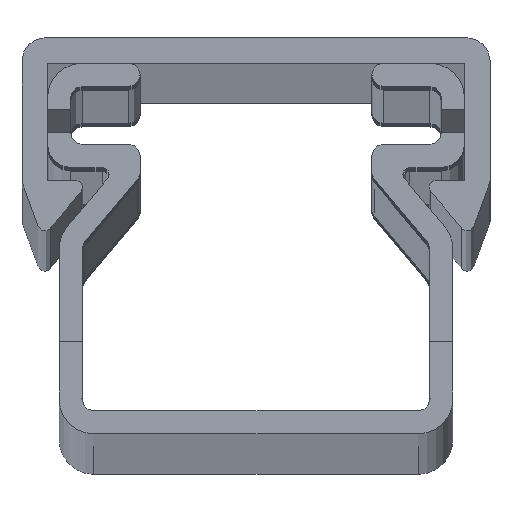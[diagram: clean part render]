
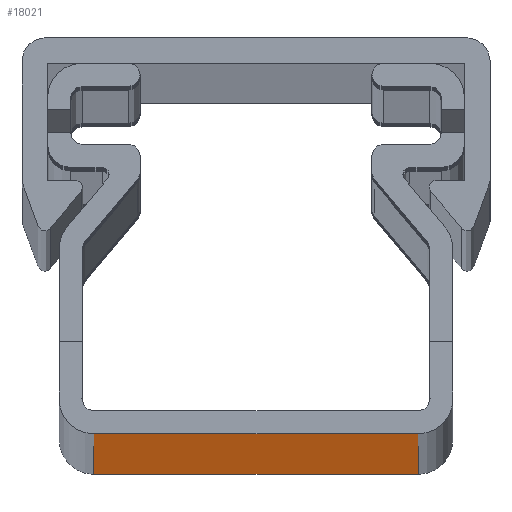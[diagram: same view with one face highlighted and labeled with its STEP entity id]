
A CAD part, top view. The second image highlights one B-rep face of the part: STEP entity #18021.
In plain terms, the highlighted planar face has unit normal (0, -1, 0).
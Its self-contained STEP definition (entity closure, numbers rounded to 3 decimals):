
#966 = LINE ( 'NONE', #26298, #28436 ) ;
#1032 = LINE ( 'NONE', #32604, #9095 ) ;
#1746 = EDGE_CURVE ( 'NONE', #22887, #19598, #10996, .T. ) ;
#2527 = CARTESIAN_POINT ( 'NONE',  ( -7., 0., 1000. ) ) ;
#3100 = DIRECTION ( 'NONE',  ( 1., 0., 0. ) ) ;
#3982 = DIRECTION ( 'NONE',  ( 0., 0., -1. ) ) ;
#7347 = FACE_OUTER_BOUND ( 'NONE', #15136, .T. ) ;
#7706 = CARTESIAN_POINT ( 'NONE',  ( 7., 0., 0. ) ) ;
#9095 = VECTOR ( 'NONE', #3100, 1000. ) ;
#9406 = EDGE_CURVE ( 'NONE', #12722, #22887, #37163, .T. ) ;
#10996 = LINE ( 'NONE', #33537, #19169 ) ;
#12028 = ORIENTED_EDGE ( 'NONE', *, *, #21157, .F. ) ;
#12478 = DIRECTION ( 'NONE',  ( -1., 0., 0. ) ) ;
#12722 = VERTEX_POINT ( 'NONE', #35059 ) ;
#12893 = ORIENTED_EDGE ( 'NONE', *, *, #26867, .F. ) ;
#14000 = AXIS2_PLACEMENT_3D ( 'NONE', #15313, #18896, #12478 ) ;
#15136 = EDGE_LOOP ( 'NONE', ( #12893, #15984, #22811, #12028 ) ) ;
#15313 = CARTESIAN_POINT ( 'NONE',  ( 0., 0., 1000. ) ) ;
#15984 = ORIENTED_EDGE ( 'NONE', *, *, #9406, .T. ) ;
#16059 = PLANE ( 'NONE',  #14000 ) ;
#18021 = ADVANCED_FACE ( 'NONE', ( #7347 ), #16059, .F. ) ;
#18896 = DIRECTION ( 'NONE',  ( 0., 1., 0. ) ) ;
#19169 = VECTOR ( 'NONE', #19528, 1000. ) ;
#19528 = DIRECTION ( 'NONE',  ( 1., 0., 0. ) ) ;
#19598 = VERTEX_POINT ( 'NONE', #7706 ) ;
#20063 = CARTESIAN_POINT ( 'NONE',  ( 7., 0., 1000. ) ) ;
#21157 = EDGE_CURVE ( 'NONE', #22242, #19598, #966, .T. ) ;
#22073 = VECTOR ( 'NONE', #28250, 1000. ) ;
#22242 = VERTEX_POINT ( 'NONE', #20063 ) ;
#22811 = ORIENTED_EDGE ( 'NONE', *, *, #1746, .T. ) ;
#22887 = VERTEX_POINT ( 'NONE', #30407 ) ;
#26298 = CARTESIAN_POINT ( 'NONE',  ( 7., 0., 1000. ) ) ;
#26867 = EDGE_CURVE ( 'NONE', #12722, #22242, #1032, .T. ) ;
#28250 = DIRECTION ( 'NONE',  ( 0., 0., -1. ) ) ;
#28436 = VECTOR ( 'NONE', #3982, 1000. ) ;
#30407 = CARTESIAN_POINT ( 'NONE',  ( -7., 0., 0. ) ) ;
#32604 = CARTESIAN_POINT ( 'NONE',  ( 0., 0., 1000. ) ) ;
#33537 = CARTESIAN_POINT ( 'NONE',  ( 0., 0., 0. ) ) ;
#35059 = CARTESIAN_POINT ( 'NONE',  ( -7., 0., 1000. ) ) ;
#37163 = LINE ( 'NONE', #2527, #22073 ) ;
